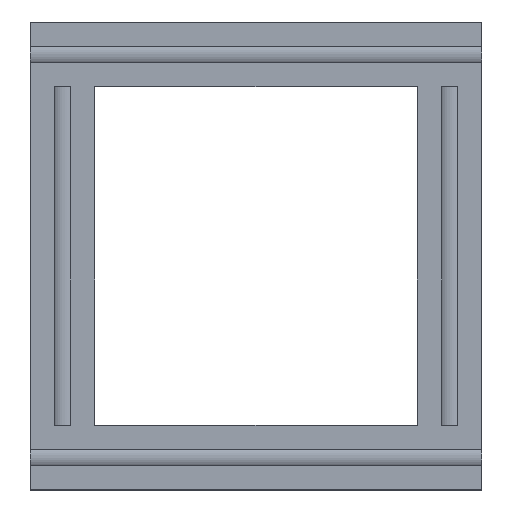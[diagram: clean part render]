
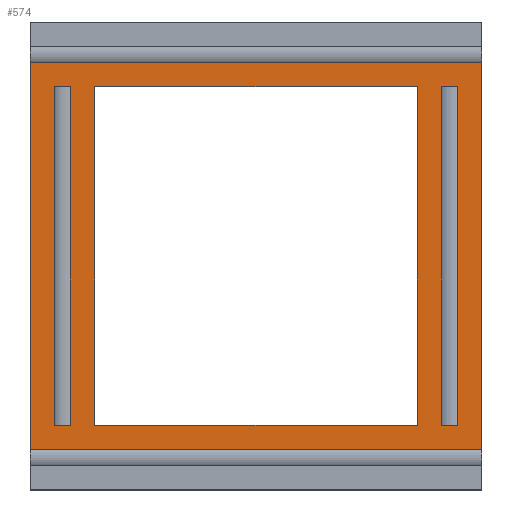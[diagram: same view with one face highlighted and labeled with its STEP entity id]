
A CAD part, top view. The second image highlights one B-rep face of the part: STEP entity #574.
In plain terms, the highlighted planar face has unit normal (0, 0, 1).
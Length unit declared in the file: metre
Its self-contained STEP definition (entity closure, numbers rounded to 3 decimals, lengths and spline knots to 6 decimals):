
#574 = ADVANCED_FACE( '', ( #1443, #1444, #1445, #1446 ), #1447, .T. );
#1443 = FACE_OUTER_BOUND( '', #2644, .T. );
#1444 = FACE_BOUND( '', #2645, .T. );
#1445 = FACE_BOUND( '', #2646, .T. );
#1446 = FACE_BOUND( '', #2647, .T. );
#1447 = PLANE( '', #2648 );
#2644 = EDGE_LOOP( '', ( #4354, #4355, #4356, #4357 ) );
#2645 = EDGE_LOOP( '', ( #4358, #4359, #4360, #4361 ) );
#2646 = EDGE_LOOP( '', ( #4362, #4363, #4364, #4365 ) );
#2647 = EDGE_LOOP( '', ( #4366, #4367, #4368, #4369 ) );
#2648 = AXIS2_PLACEMENT_3D( '', #4370, #4371, #4372 );
#4354 = ORIENTED_EDGE( '', *, *, #7827, .T. );
#4355 = ORIENTED_EDGE( '', *, *, #7828, .T. );
#4356 = ORIENTED_EDGE( '', *, *, #7829, .T. );
#4357 = ORIENTED_EDGE( '', *, *, #7523, .T. );
#4358 = ORIENTED_EDGE( '', *, *, #7830, .T. );
#4359 = ORIENTED_EDGE( '', *, *, #7544, .T. );
#4360 = ORIENTED_EDGE( '', *, *, #7831, .T. );
#4361 = ORIENTED_EDGE( '', *, *, #7832, .T. );
#4362 = ORIENTED_EDGE( '', *, *, #7833, .T. );
#4363 = ORIENTED_EDGE( '', *, *, #7834, .T. );
#4364 = ORIENTED_EDGE( '', *, *, #7593, .T. );
#4365 = ORIENTED_EDGE( '', *, *, #7835, .T. );
#4366 = ORIENTED_EDGE( '', *, *, #7822, .T. );
#4367 = ORIENTED_EDGE( '', *, *, #7836, .T. );
#4368 = ORIENTED_EDGE( '', *, *, #7646, .T. );
#4369 = ORIENTED_EDGE( '', *, *, #7420, .T. );
#4370 = CARTESIAN_POINT( '', ( -0.049703, 0.119363, 0.040014 ) );
#4371 = DIRECTION( '', ( 0., 0., 1. ) );
#4372 = DIRECTION( '', ( 1., 0., 0. ) );
#7420 = EDGE_CURVE( '', #8974, #8978, #8980, .T. );
#7523 = EDGE_CURVE( '', #9161, #9165, #9167, .T. );
#7544 = EDGE_CURVE( '', #9197, #9203, #9205, .T. );
#7593 = EDGE_CURVE( '', #9293, #9290, #9294, .T. );
#7646 = EDGE_CURVE( '', #9387, #8974, #9388, .T. );
#7822 = EDGE_CURVE( '', #8978, #9685, #9687, .T. );
#7827 = EDGE_CURVE( '', #9165, #9694, #9695, .T. );
#7828 = EDGE_CURVE( '', #9694, #9696, #9697, .T. );
#7829 = EDGE_CURVE( '', #9696, #9161, #9698, .T. );
#7830 = EDGE_CURVE( '', #9699, #9197, #9700, .T. );
#7831 = EDGE_CURVE( '', #9203, #9701, #9702, .T. );
#7832 = EDGE_CURVE( '', #9701, #9699, #9703, .T. );
#7833 = EDGE_CURVE( '', #9704, #9705, #9706, .T. );
#7834 = EDGE_CURVE( '', #9705, #9293, #9707, .T. );
#7835 = EDGE_CURVE( '', #9290, #9704, #9708, .T. );
#7836 = EDGE_CURVE( '', #9685, #9387, #9709, .T. );
#8974 = VERTEX_POINT( '', #11279 );
#8978 = VERTEX_POINT( '', #11285 );
#8980 = LINE( '', #11288, #11289 );
#9161 = VERTEX_POINT( '', #11726 );
#9165 = VERTEX_POINT( '', #11732 );
#9167 = LINE( '', #11735, #11736 );
#9197 = VERTEX_POINT( '', #11778 );
#9203 = VERTEX_POINT( '', #11787 );
#9205 = LINE( '', #11790, #11791 );
#9290 = VERTEX_POINT( '', #11909 );
#9293 = VERTEX_POINT( '', #11913 );
#9294 = LINE( '', #11914, #11915 );
#9387 = VERTEX_POINT( '', #12048 );
#9388 = LINE( '', #12049, #12050 );
#9685 = VERTEX_POINT( '', #12659 );
#9687 = LINE( '', #12662, #12663 );
#9694 = VERTEX_POINT( '', #12671 );
#9695 = LINE( '', #12672, #12673 );
#9696 = VERTEX_POINT( '', #12674 );
#9697 = LINE( '', #12675, #12676 );
#9698 = LINE( '', #12677, #12678 );
#9699 = VERTEX_POINT( '', #12679 );
#9700 = LINE( '', #12680, #12681 );
#9701 = VERTEX_POINT( '', #12682 );
#9702 = LINE( '', #12683, #12684 );
#9703 = LINE( '', #12685, #12686 );
#9704 = VERTEX_POINT( '', #12687 );
#9705 = VERTEX_POINT( '', #12688 );
#9706 = LINE( '', #12689, #12690 );
#9707 = LINE( '', #12691, #12692 );
#9708 = LINE( '', #12693, #12694 );
#9709 = LINE( '', #12695, #12696 );
#11279 = CARTESIAN_POINT( '', ( 0.075297, 0.099363, 0.040014 ) );
#11285 = CARTESIAN_POINT( '', ( 0.075297, -0.110637, 0.040014 ) );
#11288 = CARTESIAN_POINT( '', ( 0.075297, 0.099363, 0.040014 ) );
#11289 = VECTOR( '', #15166, 1. );
#11726 = CARTESIAN_POINT( '', ( 0.090297, 0.114363, 0.040014 ) );
#11732 = CARTESIAN_POINT( '', ( -0.189703, 0.114363, 0.040014 ) );
#11735 = CARTESIAN_POINT( '', ( 0.020297, 0.114363, 0.040014 ) );
#11736 = VECTOR( '', #15256, 1. );
#11778 = CARTESIAN_POINT( '', ( 0.050297, 0.099363, 0.040014 ) );
#11787 = CARTESIAN_POINT( '', ( 0.050297, -0.110637, 0.040014 ) );
#11790 = CARTESIAN_POINT( '', ( 0.050297, -0.110637, 0.040014 ) );
#11791 = VECTOR( '', #15273, 1. );
#11909 = CARTESIAN_POINT( '', ( -0.174703, 0.099363, 0.040014 ) );
#11913 = CARTESIAN_POINT( '', ( -0.174703, -0.110637, 0.040014 ) );
#11914 = CARTESIAN_POINT( '', ( -0.174703, 0.099363, 0.040014 ) );
#11915 = VECTOR( '', #15323, 1. );
#12048 = CARTESIAN_POINT( '', ( 0.065297, 0.099363, 0.040014 ) );
#12049 = CARTESIAN_POINT( '', ( 0.090297, 0.099363, 0.040014 ) );
#12050 = VECTOR( '', #15370, 1. );
#12659 = CARTESIAN_POINT( '', ( 0.065297, -0.110637, 0.040014 ) );
#12662 = CARTESIAN_POINT( '', ( -0.189703, -0.110637, 0.040014 ) );
#12663 = VECTOR( '', #15539, 1. );
#12671 = CARTESIAN_POINT( '', ( -0.189703, -0.125637, 0.040014 ) );
#12672 = CARTESIAN_POINT( '', ( -0.189703, 0.099363, 0.040014 ) );
#12673 = VECTOR( '', #15544, 1. );
#12674 = CARTESIAN_POINT( '', ( 0.090297, -0.125637, 0.040014 ) );
#12675 = CARTESIAN_POINT( '', ( 0.020297, -0.125637, 0.040014 ) );
#12676 = VECTOR( '', #15545, 1. );
#12677 = CARTESIAN_POINT( '', ( 0.090297, -0.110637, 0.040014 ) );
#12678 = VECTOR( '', #15546, 1. );
#12679 = CARTESIAN_POINT( '', ( -0.149703, 0.099363, 0.040014 ) );
#12680 = CARTESIAN_POINT( '', ( 0.090297, 0.099363, 0.040014 ) );
#12681 = VECTOR( '', #15547, 1. );
#12682 = CARTESIAN_POINT( '', ( -0.149703, -0.110637, 0.040014 ) );
#12683 = CARTESIAN_POINT( '', ( -0.189703, -0.110637, 0.040014 ) );
#12684 = VECTOR( '', #15548, 1. );
#12685 = CARTESIAN_POINT( '', ( -0.149703, 0.169363, 0.040014 ) );
#12686 = VECTOR( '', #15549, 1. );
#12687 = CARTESIAN_POINT( '', ( -0.164703, 0.099363, 0.040014 ) );
#12688 = CARTESIAN_POINT( '', ( -0.164703, -0.110637, 0.040014 ) );
#12689 = CARTESIAN_POINT( '', ( -0.164703, 0.099363, 0.040014 ) );
#12690 = VECTOR( '', #15550, 1. );
#12691 = CARTESIAN_POINT( '', ( -0.189703, -0.110637, 0.040014 ) );
#12692 = VECTOR( '', #15551, 1. );
#12693 = CARTESIAN_POINT( '', ( 0.090297, 0.099363, 0.040014 ) );
#12694 = VECTOR( '', #15552, 1. );
#12695 = CARTESIAN_POINT( '', ( 0.065297, 0.099363, 0.040014 ) );
#12696 = VECTOR( '', #15553, 1. );
#15166 = DIRECTION( '', ( 0., -1., 0. ) );
#15256 = DIRECTION( '', ( -1., 0., 0. ) );
#15273 = DIRECTION( '', ( 0., -1., 0. ) );
#15323 = DIRECTION( '', ( 0., 1., 0. ) );
#15370 = DIRECTION( '', ( 1., 0., 0. ) );
#15539 = DIRECTION( '', ( -1., 0., 0. ) );
#15544 = DIRECTION( '', ( 0., -1., 0. ) );
#15545 = DIRECTION( '', ( 1., 0., 0. ) );
#15546 = DIRECTION( '', ( 0., 1., 0. ) );
#15547 = DIRECTION( '', ( 1., 0., 0. ) );
#15548 = DIRECTION( '', ( -1., 0., 0. ) );
#15549 = DIRECTION( '', ( 0., 1., 0. ) );
#15550 = DIRECTION( '', ( 0., -1., 0. ) );
#15551 = DIRECTION( '', ( -1., 0., 0. ) );
#15552 = DIRECTION( '', ( 1., 0., 0. ) );
#15553 = DIRECTION( '', ( 0., 1., 0. ) );
